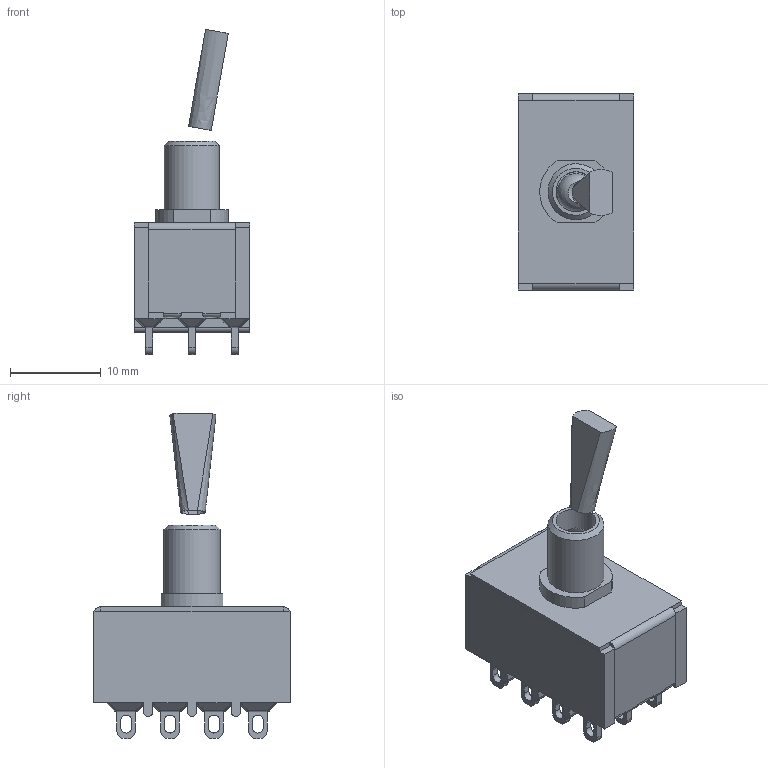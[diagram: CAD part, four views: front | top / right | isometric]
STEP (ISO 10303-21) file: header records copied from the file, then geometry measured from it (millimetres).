
FILE_DESCRIPTION(/* description */ (''),/* implementation_level */ '2;1');
FILE_NAME(/* name */ '1004PxT6B11M1xE.stp',/* time_stamp */ '2026-01-16T12:42:05-06:00',/* author */ ('jmeyers'),/* organization */ (''),/* preprocessor_version */ 'ST-DEVELOPER v18.1',/* originating_system */ 'Autodesk Inventor 2022',/* authorisation */ '');
FILE_SCHEMA (('AUTOMOTIVE_DESIGN { 1 0 10303 214 3 1 1 }'));
Length unit declared in the file: inch
Products named in the file (1): Part101
Bounding box: 12.7 x 21.59 x 35.77 mm (x, y, z)
Volume: 3376.4 mm3; surface area: 2094.3 mm2
Topology: 2 solids, 2 shells, 491 faces, 1278 edges, 760 vertices
Faces by surface type: plane 277, cylinder 161, sphere 49, cone 2, bspline 2
Full cylindrical faces by diameter (mm): 4.4 x1
Entity records: 14589 total; most frequent: DIRECTION 2555, CARTESIAN_POINT 2548, ORIENTED_EDGE 2458, EDGE_CURVE 1229, LINE 873, VECTOR 873, AXIS2_PLACEMENT_3D 841, VERTEX_POINT 760
